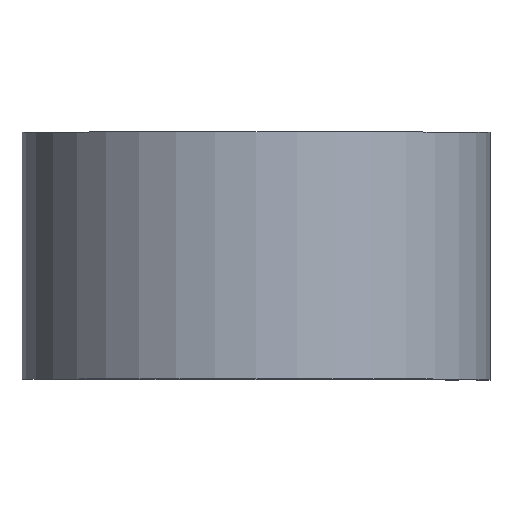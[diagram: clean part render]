
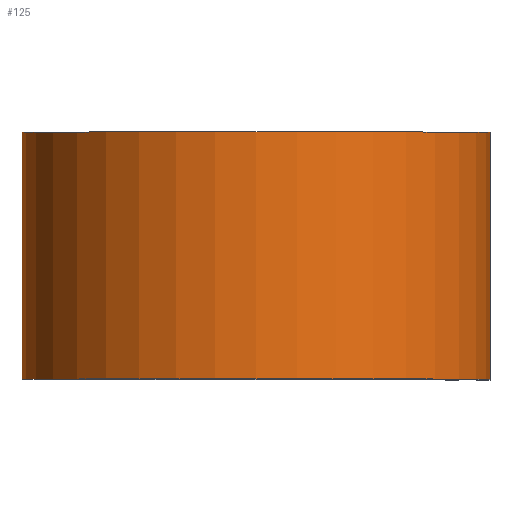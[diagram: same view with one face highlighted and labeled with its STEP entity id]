
A CAD part, top view. The second image highlights one B-rep face of the part: STEP entity #125.
In plain terms, the highlighted cylindrical face has radius 21.057 mm (diameter 42.113 mm), a partial arc.
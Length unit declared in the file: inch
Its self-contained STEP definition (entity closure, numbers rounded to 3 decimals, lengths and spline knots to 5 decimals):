
#50 = ORIENTED_EDGE ( 'NONE', *, *, #77, .F. ) ;
#77 = EDGE_CURVE ( 'NONE', #294, #676, #514, .T. ) ;
#79 = AXIS2_PLACEMENT_3D ( 'NONE', #175, #177, #180 ) ;
#123 = ORIENTED_EDGE ( 'NONE', *, *, #145, .T. ) ;
#125 = ADVANCED_FACE ( 'NONE', ( #549 ), #554, .T. ) ;
#145 = EDGE_CURVE ( 'NONE', #294, #241, #543, .T. ) ;
#175 = CARTESIAN_POINT ( 'NONE',  ( 0., -0.4375, 0. ) ) ;
#177 = DIRECTION ( 'NONE',  ( 0., 1., 0. ) ) ;
#180 = DIRECTION ( 'NONE',  ( 1., 0., 0. ) ) ;
#195 = CARTESIAN_POINT ( 'NONE',  ( 0.829, 0.4375, 0. ) ) ;
#217 = DIRECTION ( 'NONE',  ( 0., -1., 0. ) ) ;
#221 = EDGE_CURVE ( 'NONE', #241, #506, #583, .T. ) ;
#241 = VERTEX_POINT ( 'NONE', #286 ) ;
#278 = DIRECTION ( 'NONE',  ( 1., 0., 0. ) ) ;
#286 = CARTESIAN_POINT ( 'NONE',  ( 0., -0.4375, -0.829 ) ) ;
#293 = EDGE_LOOP ( 'NONE', ( #704, #375, #50, #123 ) ) ;
#294 = VERTEX_POINT ( 'NONE', #684 ) ;
#306 = DIRECTION ( 'NONE',  ( 0., -1., 0. ) ) ;
#307 = CARTESIAN_POINT ( 'NONE',  ( 0.829, 0.4375, 0. ) ) ;
#375 = ORIENTED_EDGE ( 'NONE', *, *, #597, .F. ) ;
#395 = AXIS2_PLACEMENT_3D ( 'NONE', #677, #217, #673 ) ;
#402 = CARTESIAN_POINT ( 'NONE',  ( 0., 0.4375, -0.829 ) ) ;
#416 = AXIS2_PLACEMENT_3D ( 'NONE', #439, #515, #278 ) ;
#439 = CARTESIAN_POINT ( 'NONE',  ( 0., 0.4375, 0. ) ) ;
#497 = VECTOR ( 'NONE', #650, 39.37008 ) ;
#505 = LINE ( 'NONE', #195, #497 ) ;
#506 = VERTEX_POINT ( 'NONE', #735 ) ;
#514 = CIRCLE ( 'NONE', #416, 0.829 ) ;
#515 = DIRECTION ( 'NONE',  ( 0., 1., 0. ) ) ;
#543 = LINE ( 'NONE', #402, #558 ) ;
#549 = FACE_OUTER_BOUND ( 'NONE', #293, .T. ) ;
#554 = CYLINDRICAL_SURFACE ( 'NONE', #395, 0.829 ) ;
#558 = VECTOR ( 'NONE', #306, 39.37008 ) ;
#583 = CIRCLE ( 'NONE', #79, 0.829 ) ;
#597 = EDGE_CURVE ( 'NONE', #676, #506, #505, .T. ) ;
#650 = DIRECTION ( 'NONE',  ( 0., -1., 0. ) ) ;
#673 = DIRECTION ( 'NONE',  ( 0., 0., -1. ) ) ;
#676 = VERTEX_POINT ( 'NONE', #307 ) ;
#677 = CARTESIAN_POINT ( 'NONE',  ( 0., 0.4375, 0. ) ) ;
#684 = CARTESIAN_POINT ( 'NONE',  ( 0., 0.4375, -0.829 ) ) ;
#704 = ORIENTED_EDGE ( 'NONE', *, *, #221, .T. ) ;
#735 = CARTESIAN_POINT ( 'NONE',  ( 0.829, -0.4375, 0. ) ) ;
